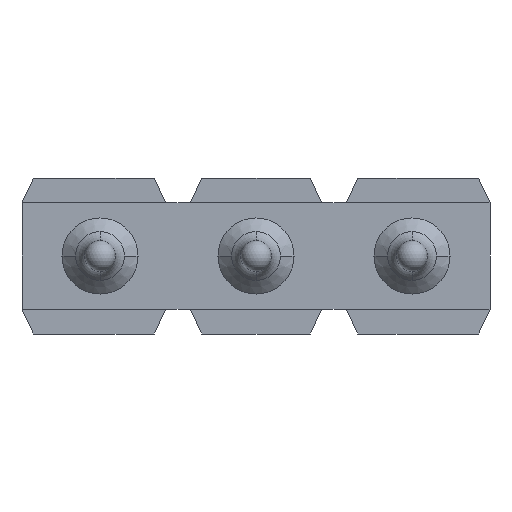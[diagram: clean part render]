
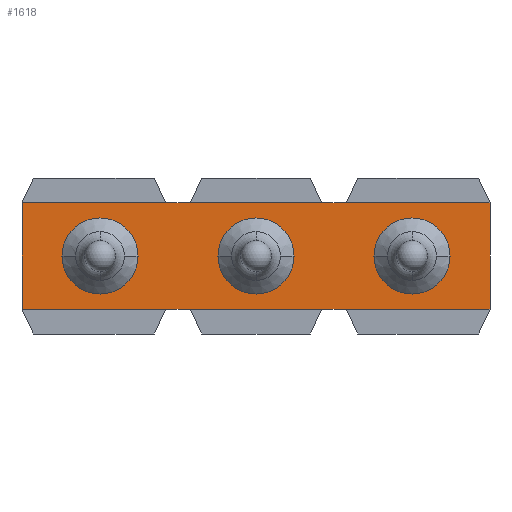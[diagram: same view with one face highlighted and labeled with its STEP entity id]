
A CAD part, front view. The second image highlights one B-rep face of the part: STEP entity #1618.
In plain terms, the highlighted planar face has unit normal (0, -1, 0).
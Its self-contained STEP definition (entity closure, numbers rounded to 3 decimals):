
#694=EDGE_CURVE('',#1550,#894,#1993,.T.);
#760=EDGE_CURVE('',#976,#886,#2069,.T.);
#780=VERTEX_POINT('',#2092);
#800=EDGE_CURVE('',#886,#976,#2114,.T.);
#814=VERTEX_POINT('',#2130);
#816=EDGE_CURVE('',#906,#1780,#2132,.T.);
#862=VERTEX_POINT('',#2185);
#886=VERTEX_POINT('',#2210);
#894=VERTEX_POINT('',#2219);
#906=VERTEX_POINT('',#2231);
#908=VERTEX_POINT('',#2233);
#950=EDGE_CURVE('',#1212,#780,#2281,.T.);
#972=EDGE_CURVE('',#1594,#1374,#2306,.T.);
#976=VERTEX_POINT('',#2310);
#1040=VERTEX_POINT('',#2379);
#1042=EDGE_CURVE('',#1040,#1360,#2381,.T.);
#1142=EDGE_CURVE('',#1420,#814,#2491,.T.);
#1212=VERTEX_POINT('',#2570);
#1226=VERTEX_POINT('',#2586);
#1236=EDGE_CURVE('',#894,#1550,#2597,.T.);
#1294=EDGE_CURVE('',#1594,#862,#2662,.T.);
#1310=EDGE_CURVE('',#1420,#1780,#2679,.T.);
#1360=VERTEX_POINT('',#2735);
#1374=VERTEX_POINT('',#2749);
#1396=EDGE_CURVE('',#908,#1226,#2773,.T.);
#1420=VERTEX_POINT('',#2803);
#1516=EDGE_CURVE('',#906,#780,#2909,.T.);
#1550=VERTEX_POINT('',#2949);
#1566=EDGE_CURVE('',#1212,#1226,#2969,.T.);
#1594=VERTEX_POINT('',#2998);
#1614=EDGE_CURVE('',#1912,#862,#3020,.T.);
#1618=ADVANCED_FACE('',(#3024,#3025,#3026,#3027),#3028,.T.);
#1712=EDGE_CURVE('',#1360,#1040,#3134,.T.);
#1780=VERTEX_POINT('',#3211);
#1842=EDGE_CURVE('',#908,#1374,#3276,.T.);
#1898=EDGE_CURVE('',#1912,#814,#3336,.T.);
#1912=VERTEX_POINT('',#3352);
#1993=CIRCLE('',#3441,0.62);
#2069=CIRCLE('',#3547,0.62);
#2092=CARTESIAN_POINT('',(-1.07,0.3,0.87));
#2114=CIRCLE('',#3606,0.62);
#2130=CARTESIAN_POINT('',(3.81,0.3,-0.87));
#2132=LINE('',#3632,#3633);
#2185=CARTESIAN_POINT('',(1.07,0.3,-0.87));
#2210=CARTESIAN_POINT('',(0.62,0.3,0.));
#2219=CARTESIAN_POINT('',(3.16,0.3,0.));
#2231=CARTESIAN_POINT('',(1.07,0.3,0.87));
#2233=CARTESIAN_POINT('',(-3.81,0.3,-0.87));
#2281=LINE('',#3827,#3828);
#2306=LINE('',#3860,#3861);
#2310=CARTESIAN_POINT('',(-0.62,0.3,0.));
#2379=CARTESIAN_POINT('',(-3.16,0.3,0.));
#2381=CIRCLE('',#3961,0.62);
#2491=LINE('',#4114,#4115);
#2570=CARTESIAN_POINT('',(-1.47,0.3,0.87));
#2586=CARTESIAN_POINT('',(-3.81,0.3,0.87));
#2597=CIRCLE('',#4257,0.62);
#2662=LINE('',#4350,#4351);
#2679=LINE('',#4375,#4376);
#2735=CARTESIAN_POINT('',(-1.92,0.3,0.));
#2749=CARTESIAN_POINT('',(-1.47,0.3,-0.87));
#2773=LINE('',#4491,#4492);
#2803=CARTESIAN_POINT('',(3.81,0.3,0.87));
#2909=LINE('',#4671,#4672);
#2949=CARTESIAN_POINT('',(1.92,0.3,0.));
#2969=LINE('',#4745,#4746);
#2998=CARTESIAN_POINT('',(-1.07,0.3,-0.87));
#3020=LINE('',#4821,#4822);
#3024=FACE_OUTER_BOUND('',#4828,.T.);
#3025=FACE_BOUND('',#4829,.T.);
#3026=FACE_BOUND('',#4830,.T.);
#3027=FACE_BOUND('',#4831,.T.);
#3028=PLANE('',#4832);
#3134=CIRCLE('',#4969,0.62);
#3211=CARTESIAN_POINT('',(1.47,0.3,0.87));
#3276=LINE('',#5155,#5156);
#3336=LINE('',#5243,#5244);
#3352=CARTESIAN_POINT('',(1.47,0.3,-0.87));
#3441=AXIS2_PLACEMENT_3D('',#5379,#5380,#5381);
#3547=AXIS2_PLACEMENT_3D('',#5492,#5493,#5494);
#3606=AXIS2_PLACEMENT_3D('',#5558,#5559,#5560);
#3632=CARTESIAN_POINT('',(0.735,0.3,0.87));
#3633=VECTOR('',#5583,1.0);
#3827=CARTESIAN_POINT('',(-0.535,0.3,0.87));
#3828=VECTOR('',#5762,1.0);
#3860=CARTESIAN_POINT('',(-0.789,0.3,-0.87));
#3861=VECTOR('',#5787,1.0);
#3961=AXIS2_PLACEMENT_3D('',#5852,#5853,#5854);
#4114=CARTESIAN_POINT('',(3.81,0.3,-0.435));
#4115=VECTOR('',#5988,1.0);
#4257=AXIS2_PLACEMENT_3D('',#6121,#6122,#6123);
#4350=CARTESIAN_POINT('',(0.0,0.3,-0.87));
#4351=VECTOR('',#6200,1.0);
#4375=CARTESIAN_POINT('',(0.0,0.3,0.87));
#4376=VECTOR('',#6217,1.0);
#4491=CARTESIAN_POINT('',(-3.81,0.3,0.435));
#4492=VECTOR('',#6305,1.0);
#4671=CARTESIAN_POINT('',(0.0,0.3,0.87));
#4672=VECTOR('',#6484,1.0);
#4745=CARTESIAN_POINT('',(0.0,0.3,0.87));
#4746=VECTOR('',#6590,1.0);
#4821=CARTESIAN_POINT('',(0.489,0.3,-0.87));
#4822=VECTOR('',#6630,1.0);
#4828=EDGE_LOOP('',(#6633,#6634,#6635,#6636,#6637,#6638,#6639,#6640,#6641,#6642,#6643,#6644));
#4829=EDGE_LOOP('',(#6645,#6646));
#4830=EDGE_LOOP('',(#6647,#6648));
#4831=EDGE_LOOP('',(#6649,#6650));
#4832=AXIS2_PLACEMENT_3D('',#6651,#6652,#6653);
#4969=AXIS2_PLACEMENT_3D('',#6793,#6794,#6795);
#5155=CARTESIAN_POINT('',(0.0,0.3,-0.87));
#5156=VECTOR('',#6943,1.0);
#5243=CARTESIAN_POINT('',(0.0,0.3,-0.87));
#5244=VECTOR('',#7004,1.0);
#5379=CARTESIAN_POINT('',(2.54,0.3,0.0));
#5380=DIRECTION('',(-0.0,1.0,0.0));
#5381=DIRECTION('',(1.0,0.0,0.0));
#5492=CARTESIAN_POINT('',(0.0,0.3,0.0));
#5493=DIRECTION('',(-0.0,1.0,0.0));
#5494=DIRECTION('',(1.0,0.0,0.0));
#5558=CARTESIAN_POINT('',(0.0,0.3,0.0));
#5559=DIRECTION('',(-0.0,1.0,0.0));
#5560=DIRECTION('',(1.0,0.0,0.0));
#5583=DIRECTION('',(1.0,0.0,0.0));
#5762=DIRECTION('',(1.0,0.0,0.0));
#5787=DIRECTION('',(-1.0,0.0,0.0));
#5852=CARTESIAN_POINT('',(-2.54,0.3,0.0));
#5853=DIRECTION('',(-0.0,1.0,0.0));
#5854=DIRECTION('',(1.0,0.0,0.0));
#5988=DIRECTION('',(0.0,0.0,-1.0));
#6121=CARTESIAN_POINT('',(2.54,0.3,0.0));
#6122=DIRECTION('',(-0.0,1.0,0.0));
#6123=DIRECTION('',(1.0,0.0,0.0));
#6200=DIRECTION('',(1.0,0.0,0.0));
#6217=DIRECTION('',(-1.0,0.0,0.0));
#6305=DIRECTION('',(0.0,0.0,1.0));
#6484=DIRECTION('',(-1.0,0.0,0.0));
#6590=DIRECTION('',(-1.0,0.0,0.0));
#6630=DIRECTION('',(-1.0,0.0,0.));
#6633=ORIENTED_EDGE('',*,*,#1142,.F.);
#6634=ORIENTED_EDGE('',*,*,#1310,.T.);
#6635=ORIENTED_EDGE('',*,*,#816,.F.);
#6636=ORIENTED_EDGE('',*,*,#1516,.T.);
#6637=ORIENTED_EDGE('',*,*,#950,.F.);
#6638=ORIENTED_EDGE('',*,*,#1566,.T.);
#6639=ORIENTED_EDGE('',*,*,#1396,.F.);
#6640=ORIENTED_EDGE('',*,*,#1842,.T.);
#6641=ORIENTED_EDGE('',*,*,#972,.F.);
#6642=ORIENTED_EDGE('',*,*,#1294,.T.);
#6643=ORIENTED_EDGE('',*,*,#1614,.F.);
#6644=ORIENTED_EDGE('',*,*,#1898,.T.);
#6645=ORIENTED_EDGE('',*,*,#694,.T.);
#6646=ORIENTED_EDGE('',*,*,#1236,.T.);
#6647=ORIENTED_EDGE('',*,*,#760,.T.);
#6648=ORIENTED_EDGE('',*,*,#800,.T.);
#6649=ORIENTED_EDGE('',*,*,#1042,.T.);
#6650=ORIENTED_EDGE('',*,*,#1712,.T.);
#6651=CARTESIAN_POINT('',(0.0,0.3,0.0));
#6652=DIRECTION('',(0.0,-1.0,0.0));
#6653=DIRECTION('',(0.0,0.0,-1.0));
#6793=CARTESIAN_POINT('',(-2.54,0.3,0.0));
#6794=DIRECTION('',(-0.0,1.0,0.0));
#6795=DIRECTION('',(1.0,0.0,0.0));
#6943=DIRECTION('',(1.0,0.0,0.0));
#7004=DIRECTION('',(1.0,0.0,0.0));
